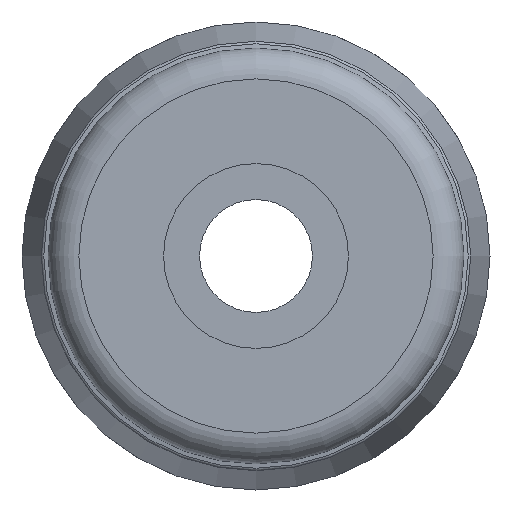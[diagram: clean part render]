
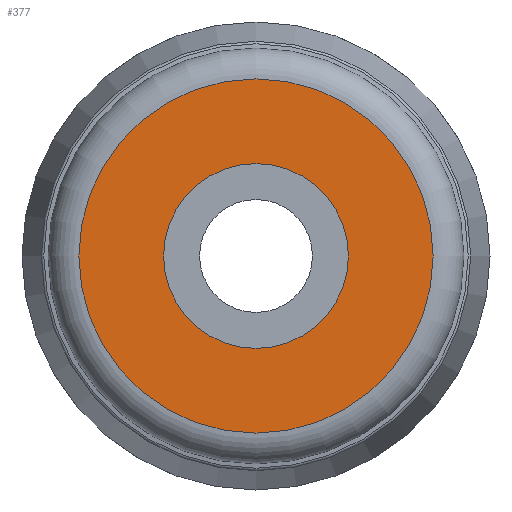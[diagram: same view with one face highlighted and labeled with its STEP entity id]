
A CAD part, front view. The second image highlights one B-rep face of the part: STEP entity #377.
In plain terms, the highlighted planar face has unit normal (0, -1, 0).
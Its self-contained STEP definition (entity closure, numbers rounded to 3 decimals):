
#23=FACE_BOUND('',#113,.T.);
#28=PLANE('',#459);
#85=FACE_OUTER_BOUND('',#112,.T.);
#112=EDGE_LOOP('',(#326));
#113=EDGE_LOOP('',(#327));
#150=CIRCLE('',#451,9.);
#153=CIRCLE('',#455,17.25);
#186=VERTEX_POINT('',#691);
#189=VERTEX_POINT('',#698);
#231=EDGE_CURVE('',#186,#186,#150,.T.);
#235=EDGE_CURVE('',#189,#189,#153,.T.);
#326=ORIENTED_EDGE('',*,*,#235,.F.);
#327=ORIENTED_EDGE('',*,*,#231,.T.);
#377=ADVANCED_FACE('',(#85,#23),#28,.T.);
#451=AXIS2_PLACEMENT_3D('',#692,#568,#569);
#455=AXIS2_PLACEMENT_3D('',#700,#577,#578);
#459=AXIS2_PLACEMENT_3D('',#706,#586,#587);
#568=DIRECTION('center_axis',(0.,1.,0.));
#569=DIRECTION('ref_axis',(1.,0.,0.));
#577=DIRECTION('center_axis',(0.,1.,0.));
#578=DIRECTION('ref_axis',(1.,0.,0.));
#586=DIRECTION('center_axis',(0.,-1.,0.));
#587=DIRECTION('ref_axis',(0.,0.,-1.));
#691=CARTESIAN_POINT('',(-9.,0.,0.));
#692=CARTESIAN_POINT('Origin',(0.,0.,0.));
#698=CARTESIAN_POINT('',(0.,0.,-17.25));
#700=CARTESIAN_POINT('Origin',(0.,0.,0.));
#706=CARTESIAN_POINT('Origin',(-20.25,0.,0.));
